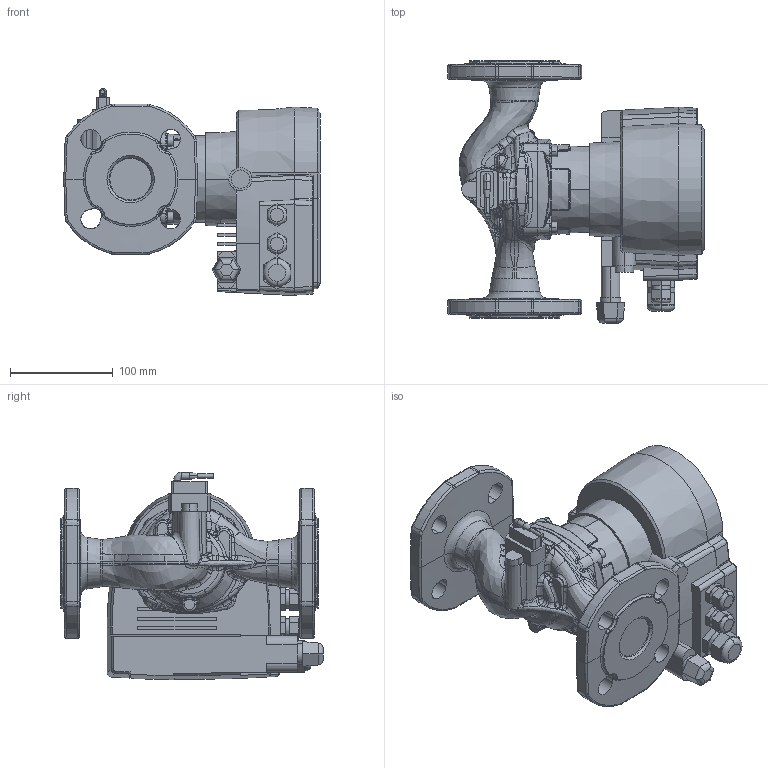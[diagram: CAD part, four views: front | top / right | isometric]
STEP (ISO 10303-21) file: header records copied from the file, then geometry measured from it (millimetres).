
FILE_DESCRIPTION (( 'STEP AP214' ), '1' );
FILE_NAME ('ModulA BLUE 40-11 250 961819_00.STEP', '2014-11-04T15:46:11', ( '' ), ( '' ), 'SwSTEP 2.0', 'SolidWorks 2011', '' );
FILE_SCHEMA (( 'AUTOMOTIVE_DESIGN' ));
Length unit declared in the file: millimetre
Products named in the file (1): ModulA BLUE 40-11 250 961819_00
Bounding box: 249.15 x 254.82 x 201.31 mm (x, y, z)
Volume: 3835969.4 mm3; surface area: 361123.4 mm2
Topology: 6 solids, 10 shells, 1364 faces, 3293 edges, 1934 vertices
Faces by surface type: bspline 728, plane 251, cylinder 221, cone 92, torus 58, sphere 14
Entity records: 113033 total; most frequent: CARTESIAN_POINT 71944, ORIENTED_EDGE 6500, DIRECTION 3822, EDGE_CURVE 3250, VERTEX_POINT 1934, AXIS2_PLACEMENT_3D 1557, B_SPLINE_CURVE_WITH_KNOTS 1536, EDGE_LOOP 1410
